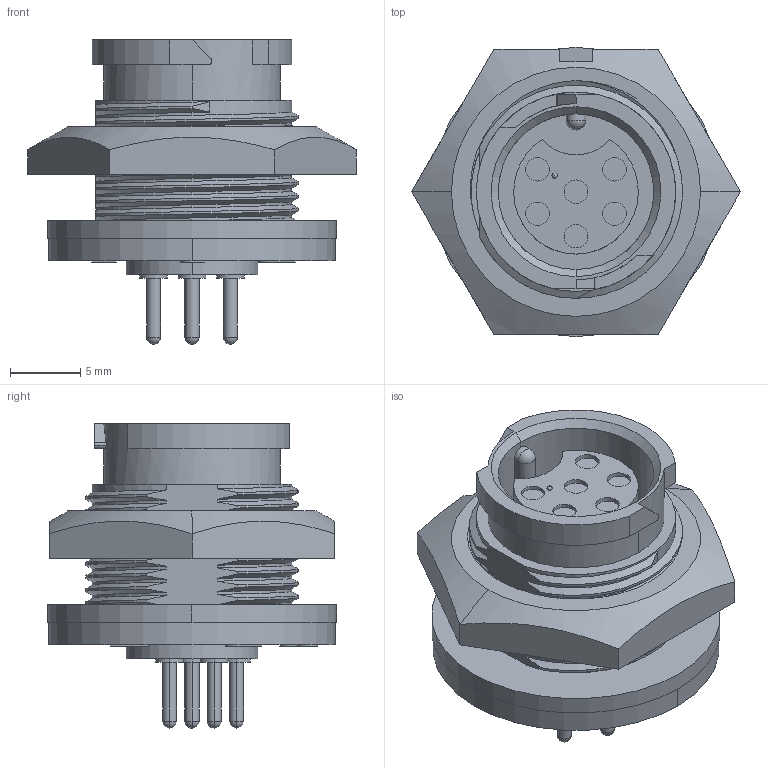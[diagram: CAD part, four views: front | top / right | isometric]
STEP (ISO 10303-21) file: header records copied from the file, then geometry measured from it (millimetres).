
FILE_DESCRIPTION (( 'STEP AP203' ), '1' );
FILE_NAME ('W7281-6SG-P-300.STEP', '2021-10-29T18:18:30', ( '' ), ( '' ), 'SwSTEP 2.0', 'SolidWorks 2020', '' );
FILE_SCHEMA (( 'CONFIG_CONTROL_DESIGN' ));
Length unit declared in the file: millimetre
Products named in the file (1): W7281-6SG-P-300
Bounding box: 23.46 x 20.62 x 21.72 mm (x, y, z)
Volume: 3158.5 mm3; surface area: 3085.2 mm2
Topology: 2 solids, 2 shells, 285 faces, 738 edges, 486 vertices
Faces by surface type: cylinder 103, plane 101, bspline 63, torus 12, cone 4, sphere 2
Entity records: 16397 total; most frequent: CARTESIAN_POINT 9988, ORIENTED_EDGE 1468, DIRECTION 1095, EDGE_CURVE 734, VERTEX_POINT 484, AXIS2_PLACEMENT_3D 374, VECTOR 347, LINE 347
